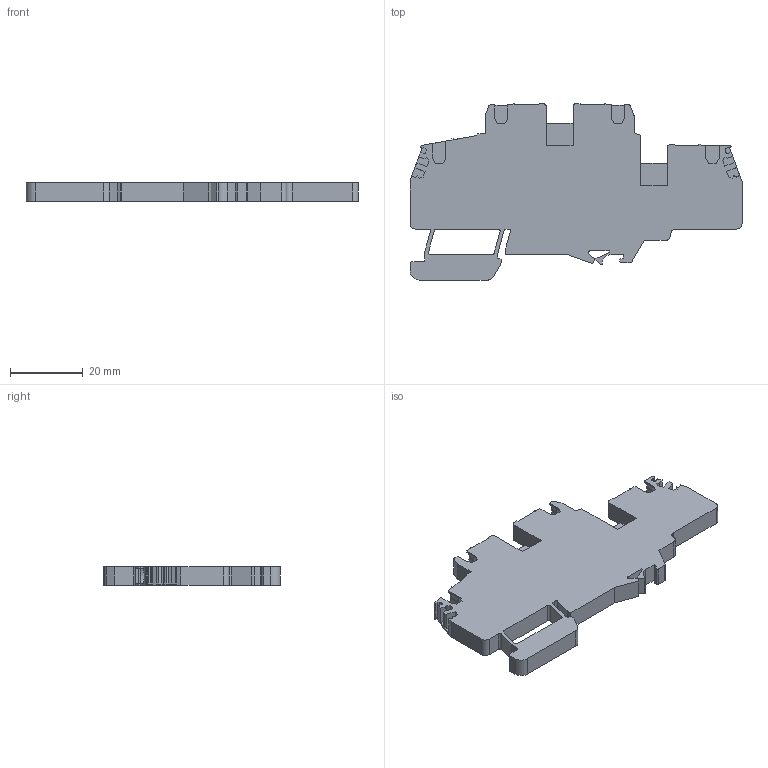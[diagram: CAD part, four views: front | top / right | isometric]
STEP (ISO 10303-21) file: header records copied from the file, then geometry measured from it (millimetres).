
FILE_DESCRIPTION(('Creo Elements/Direct Modeling STEP Export'),'2;1');
FILE_NAME('HMD.2.stp','2013-10-11T14:35:48',(''),(''),'Creo Elements/Direct Modeling STEP processor for AP214 (Solid Model)','Creo Elements/Direct Modeling 18.0B 02-Dec-2011 (C) Parametric Technology GmbH','');
FILE_SCHEMA(('AUTOMOTIVE_DESIGN { 1 0 10303 214 1 1 1 1 }'));
Length unit declared in the file: millimetre
Products named in the file (2): HMD.2
Assembly tree (1 placements, depth 2):
  HMD.2
    HMD.2
Bounding box: 91 x 48.3 x 5.2 mm (x, y, z)
Volume: 14023.7 mm3; surface area: 8575.1 mm2
Topology: 1 solids, 1 shells, 290 faces, 844 edges, 560 vertices
Faces by surface type: plane 237, cylinder 53
Entity records: 9288 total; most frequent: ORIENTED_EDGE 1688, CARTESIAN_POINT 1642, DIRECTION 1461, EDGE_CURVE 844, VECTOR 703, LINE 703, VERTEX_POINT 560, AXIS2_PLACEMENT_3D 379
